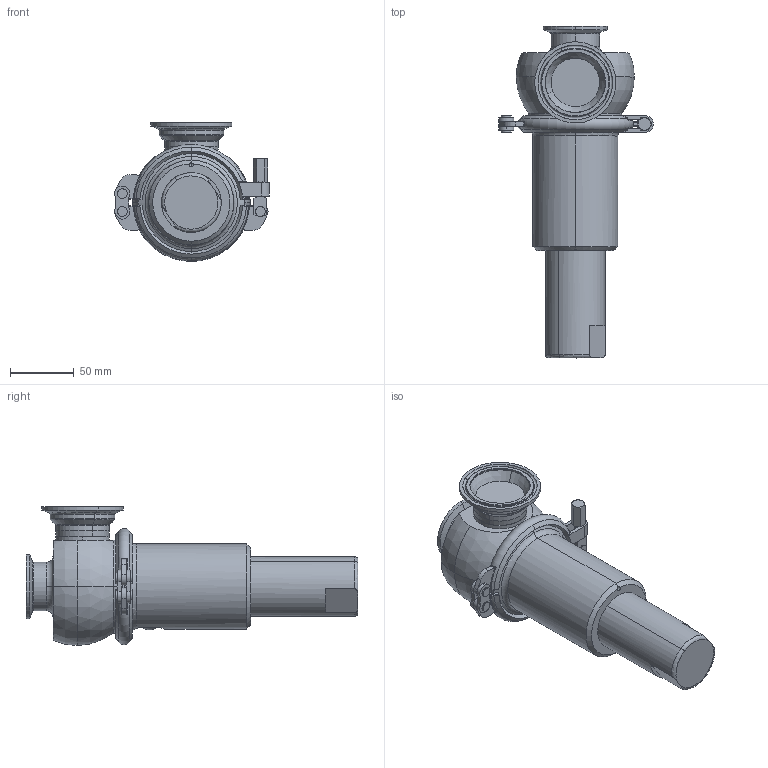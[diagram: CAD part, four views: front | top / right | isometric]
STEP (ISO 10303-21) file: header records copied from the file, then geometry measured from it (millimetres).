
FILE_DESCRIPTION (( 'STEP AP214' ), '1' );
FILE_NAME ('83-6L.STEP', '2024-04-16T14:35:47', ( '' ), ( '' ), 'SwSTEP 2.0', 'SolidWorks 2022', '' );
FILE_SCHEMA (( 'AUTOMOTIVE_DESIGN' ));
Length unit declared in the file: inch
Products named in the file (1): 83-6L
Bounding box: 121.79 x 261.06 x 109.3 mm (x, y, z)
Volume: 891638.8 mm3; surface area: 87952.8 mm2
Topology: 2 solids, 2 shells, 289 faces, 724 edges, 451 vertices
Faces by surface type: cylinder 90, plane 73, cone 48, torus 38, bspline 32, sphere 8
Entity records: 10869 total; most frequent: CARTESIAN_POINT 3626, ORIENTED_EDGE 1438, DIRECTION 1431, EDGE_CURVE 719, AXIS2_PLACEMENT_3D 594, VERTEX_POINT 450, CIRCLE 336, EDGE_LOOP 313
